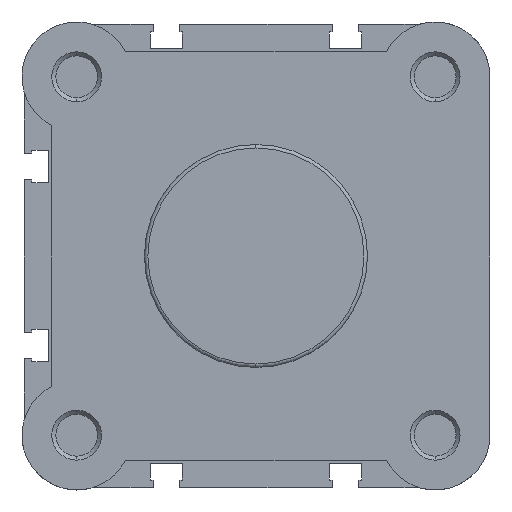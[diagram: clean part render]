
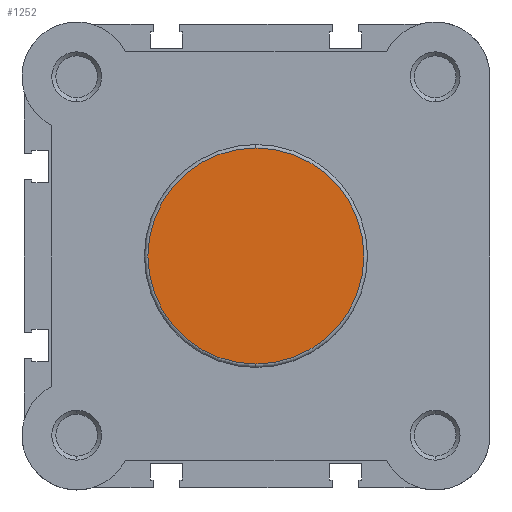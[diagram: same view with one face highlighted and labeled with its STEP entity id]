
A CAD part, left-side view. The second image highlights one B-rep face of the part: STEP entity #1252.
In plain terms, the highlighted planar face has unit normal (-1, 0, 0).
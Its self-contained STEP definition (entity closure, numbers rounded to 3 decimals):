
#118 = ORIENTED_EDGE ( 'NONE', *, *, #4608, .T. ) ;
#119 = ORIENTED_EDGE ( 'NONE', *, *, #4668, .T. ) ;
#1149 = EDGE_LOOP ( 'NONE', ( #119, #118 ) ) ;
#1252 = ADVANCED_FACE ( 'NONE', ( #6322 ), #1442, .F. ) ;
#1441 = CARTESIAN_POINT ( 'NONE',  ( 0., 22.4, 0. ) ) ;
#1442 = PLANE ( 'NONE',  #4856 ) ;
#1444 = DIRECTION ( 'NONE',  ( 1., 0., 0. ) ) ;
#1445 = DIRECTION ( 'NONE',  ( 0., 0., -1. ) ) ;
#1670 = VERTEX_POINT ( 'NONE', #2833 ) ;
#1671 = VERTEX_POINT ( 'NONE', #2834 ) ;
#2833 = CARTESIAN_POINT ( 'NONE',  ( 0., 0., 21.7 ) ) ;
#2834 = CARTESIAN_POINT ( 'NONE',  ( 0., 0., -21.7 ) ) ;
#3959 = CARTESIAN_POINT ( 'NONE',  ( 0., 0., 0. ) ) ;
#3960 = DIRECTION ( 'NONE',  ( -1., 0., 0. ) ) ;
#3961 = DIRECTION ( 'NONE',  ( 0., 0., -1. ) ) ;
#4107 = CARTESIAN_POINT ( 'NONE',  ( 0., 0., 0. ) ) ;
#4114 = DIRECTION ( 'NONE',  ( -1., 0., 0. ) ) ;
#4115 = DIRECTION ( 'NONE',  ( 0., 0., -1. ) ) ;
#4608 = EDGE_CURVE ( 'NONE', #1670, #1671, #5943, .T. ) ;
#4668 = EDGE_CURVE ( 'NONE', #1671, #1670, #6027, .T. ) ;
#4856 = AXIS2_PLACEMENT_3D ( 'NONE', #1441, #1444, #1445 ) ;
#5095 = AXIS2_PLACEMENT_3D ( 'NONE', #3959, #3960, #3961 ) ;
#5130 = AXIS2_PLACEMENT_3D ( 'NONE', #4107, #4114, #4115 ) ;
#5943 = CIRCLE ( 'NONE', #5095, 21.7 ) ;
#6027 = CIRCLE ( 'NONE', #5130, 21.7 ) ;
#6322 = FACE_OUTER_BOUND ( 'NONE', #1149, .T. ) ;
